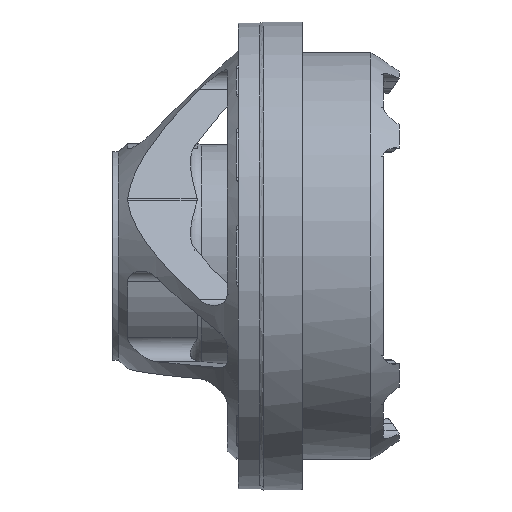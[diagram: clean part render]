
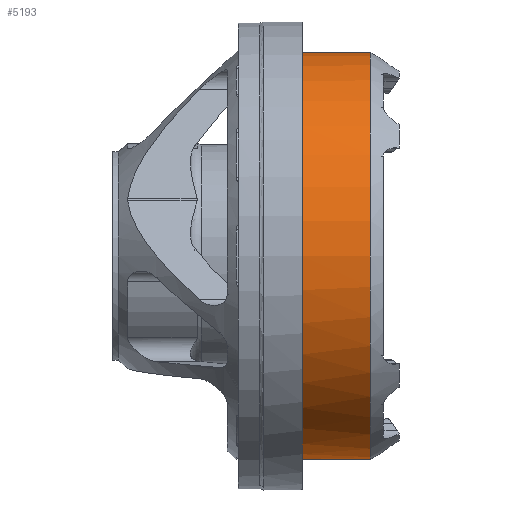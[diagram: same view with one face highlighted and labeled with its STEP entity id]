
A CAD part, front view. The second image highlights one B-rep face of the part: STEP entity #5193.
In plain terms, the highlighted cylindrical face has radius 36.5 mm (diameter 73 mm), a full revolution.
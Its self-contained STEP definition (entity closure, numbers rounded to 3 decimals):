
#151=CYLINDRICAL_SURFACE('',#5786,36.5);
#817=FACE_OUTER_BOUND('',#1116,.T.);
#1116=EDGE_LOOP('',(#4699,#4700,#4701,#4702,#4703,#4704));
#1158=CIRCLE('',#5281,36.5);
#1159=CIRCLE('',#5282,36.5);
#1451=CIRCLE('',#5731,36.5);
#1452=CIRCLE('',#5732,36.5);
#1643=LINE('',#11879,#1837);
#1837=VECTOR('',#7093,36.5);
#1932=VERTEX_POINT('',#7843);
#1933=VERTEX_POINT('',#7844);
#2398=VERTEX_POINT('',#11675);
#2399=VERTEX_POINT('',#11676);
#2527=EDGE_CURVE('',#1932,#1933,#1158,.T.);
#2528=EDGE_CURVE('',#1933,#1932,#1159,.T.);
#3176=EDGE_CURVE('',#2398,#2399,#1451,.T.);
#3177=EDGE_CURVE('',#2399,#2398,#1452,.T.);
#3217=EDGE_CURVE('',#2399,#1933,#1643,.T.);
#4699=ORIENTED_EDGE('',*,*,#3176,.F.);
#4700=ORIENTED_EDGE('',*,*,#3177,.F.);
#4701=ORIENTED_EDGE('',*,*,#3217,.T.);
#4702=ORIENTED_EDGE('',*,*,#2528,.T.);
#4703=ORIENTED_EDGE('',*,*,#2527,.T.);
#4704=ORIENTED_EDGE('',*,*,#3217,.F.);
#5193=ADVANCED_FACE('',(#817),#151,.T.);
#5281=AXIS2_PLACEMENT_3D('',#7845,#5930,#5931);
#5282=AXIS2_PLACEMENT_3D('',#7846,#5932,#5933);
#5731=AXIS2_PLACEMENT_3D('',#11677,#6959,#6960);
#5732=AXIS2_PLACEMENT_3D('',#11678,#6961,#6962);
#5786=AXIS2_PLACEMENT_3D('',#11878,#7091,#7092);
#5930=DIRECTION('center_axis',(-1.,0.,0.));
#5931=DIRECTION('ref_axis',(0.,-0.479,-0.878));
#5932=DIRECTION('center_axis',(-1.,0.,0.));
#5933=DIRECTION('ref_axis',(0.,-0.479,-0.878));
#6959=DIRECTION('center_axis',(-1.,0.,0.));
#6960=DIRECTION('ref_axis',(0.,0.479,0.878));
#6961=DIRECTION('center_axis',(-1.,0.,0.));
#6962=DIRECTION('ref_axis',(0.,0.479,0.878));
#7091=DIRECTION('center_axis',(-1.,0.,0.));
#7092=DIRECTION('ref_axis',(0.,1.,0.));
#7093=DIRECTION('',(1.,0.,0.));
#7843=CARTESIAN_POINT('',(23.737,-17.499,-32.032));
#7844=CARTESIAN_POINT('',(23.737,-36.5,0.));
#7845=CARTESIAN_POINT('Origin',(23.737,0.,0.));
#7846=CARTESIAN_POINT('Origin',(23.737,0.,0.));
#11675=CARTESIAN_POINT('',(11.5,17.499,32.032));
#11676=CARTESIAN_POINT('',(11.5,-36.5,0.));
#11677=CARTESIAN_POINT('Origin',(11.5,0.,0.));
#11678=CARTESIAN_POINT('Origin',(11.5,0.,0.));
#11878=CARTESIAN_POINT('Origin',(3.217,0.,0.));
#11879=CARTESIAN_POINT('',(3.217,-36.5,0.));
